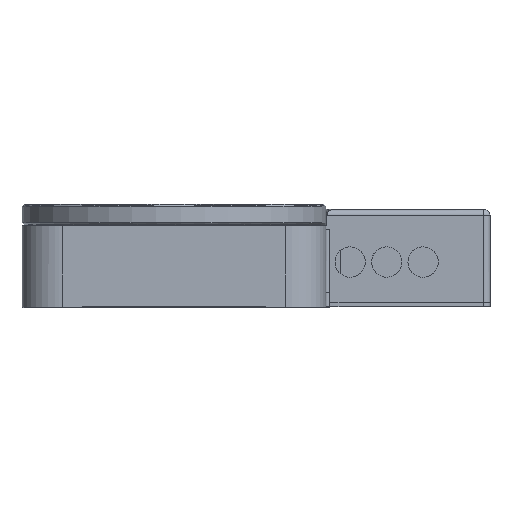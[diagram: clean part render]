
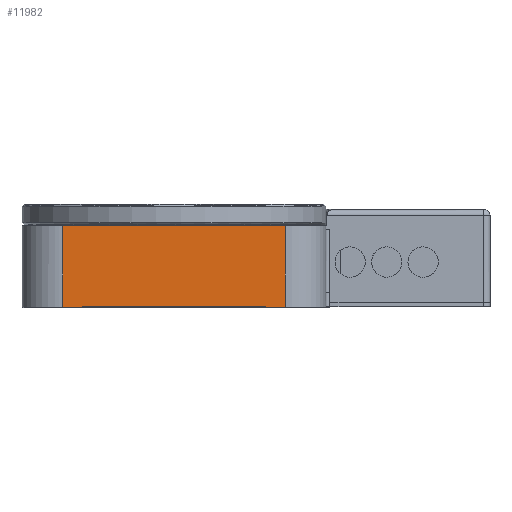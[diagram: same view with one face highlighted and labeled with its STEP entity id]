
A CAD part, front view. The second image highlights one B-rep face of the part: STEP entity #11982.
In plain terms, the highlighted planar face has unit normal (0, -1, 0).
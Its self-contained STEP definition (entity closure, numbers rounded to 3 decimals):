
#88 = B_SPLINE_CURVE_WITH_KNOTS ( 'NONE', 3,
 ( #7848, #19564, #11851, #11594 ),
 .UNSPECIFIED., .F., .F.,
 ( 4, 4 ),
 ( 0., 1. ),
 .UNSPECIFIED. ) ;
#157 = CARTESIAN_POINT ( 'NONE',  ( 27.655, -50.833, 132.95 ) ) ;
#263 = CARTESIAN_POINT ( 'NONE',  ( -82.345, -50.833, 132.95 ) ) ;
#264 = ORIENTED_EDGE ( 'NONE', *, *, #33368, .F. ) ;
#523 = ORIENTED_EDGE ( 'NONE', *, *, #28944, .F. ) ;
#598 = CARTESIAN_POINT ( 'NONE',  ( 17.855, -50.833, 132.95 ) ) ;
#918 = EDGE_CURVE ( 'NONE', #17857, #32404, #88, .T. ) ;
#1071 = FACE_OUTER_BOUND ( 'NONE', #21480, .T. ) ;
#3730 = CARTESIAN_POINT ( 'NONE',  ( -79.078, -50.833, 132.95 ) ) ;
#3781 = CARTESIAN_POINT ( 'NONE',  ( 27.655, -50.833, 132.95 ) ) ;
#4961 = CARTESIAN_POINT ( 'NONE',  ( 27.655, -50.833, 173.25 ) ) ;
#5836 = CARTESIAN_POINT ( 'NONE',  ( -82.345, -50.833, 132.95 ) ) ;
#5955 = VERTEX_POINT ( 'NONE', #27077 ) ;
#6086 = VERTEX_POINT ( 'NONE', #5836 ) ;
#6088 = ORIENTED_EDGE ( 'NONE', *, *, #40125, .F. ) ;
#7450 = CARTESIAN_POINT ( 'NONE',  ( -72.545, -50.833, 132.95 ) ) ;
#7489 = ORIENTED_EDGE ( 'NONE', *, *, #24144, .F. ) ;
#7816 = B_SPLINE_CURVE_WITH_KNOTS ( 'NONE', 3,
 ( #37572, #37846, #20904, #4961 ),
 .UNSPECIFIED., .F., .F.,
 ( 4, 4 ),
 ( 0., 1. ),
 .UNSPECIFIED. ) ;
#7848 = CARTESIAN_POINT ( 'NONE',  ( 17.855, -50.833, 132.95 ) ) ;
#8927 = AXIS2_PLACEMENT_3D ( 'NONE', #13570, #38448, #26020 ) ;
#9354 = EDGE_CURVE ( 'NONE', #5955, #22231, #9381, .T. ) ;
#9381 = B_SPLINE_CURVE_WITH_KNOTS ( 'NONE', 3,
 ( #36228, #45479, #28536, #157 ),
 .UNSPECIFIED., .F., .F.,
 ( 4, 4 ),
 ( 0., 1. ),
 .UNSPECIFIED. ) ;
#11085 = CARTESIAN_POINT ( 'NONE',  ( -72.545, -50.833, 133.15 ) ) ;
#11594 = CARTESIAN_POINT ( 'NONE',  ( 17.855, -50.833, 133.15 ) ) ;
#11851 = CARTESIAN_POINT ( 'NONE',  ( 17.855, -50.833, 133.083 ) ) ;
#11982 = ADVANCED_FACE ( 'NONE', ( #1071 ), #14097, .F. ) ;
#13570 = CARTESIAN_POINT ( 'NONE',  ( 47.655, -50.833, 173.25 ) ) ;
#14051 = CARTESIAN_POINT ( 'NONE',  ( -72.545, -50.833, 133.15 ) ) ;
#14097 = PLANE ( 'NONE',  #8927 ) ;
#17250 = CARTESIAN_POINT ( 'NONE',  ( -82.345, -50.833, 132.95 ) ) ;
#17857 = VERTEX_POINT ( 'NONE', #26485 ) ;
#18673 = EDGE_CURVE ( 'NONE', #48489, #40534, #48015, .T. ) ;
#19564 = CARTESIAN_POINT ( 'NONE',  ( 17.855, -50.833, 133.017 ) ) ;
#19744 = CARTESIAN_POINT ( 'NONE',  ( 27.655, -50.833, 132.95 ) ) ;
#19811 = B_SPLINE_CURVE_WITH_KNOTS ( 'NONE', 3,
 ( #7450, #23659, #3730, #263 ),
 .UNSPECIFIED., .F., .F.,
 ( 4, 4 ),
 ( 0., 1. ),
 .UNSPECIFIED. ) ;
#20904 = CARTESIAN_POINT ( 'NONE',  ( -9.012, -50.833, 173.25 ) ) ;
#21095 = B_SPLINE_CURVE_WITH_KNOTS ( 'NONE', 3,
 ( #17250, #45310, #45838, #33413 ),
 .UNSPECIFIED., .F., .F.,
 ( 4, 4 ),
 ( 0., 1. ),
 .UNSPECIFIED. ) ;
#21101 = CARTESIAN_POINT ( 'NONE',  ( -82.345, -50.833, 173.25 ) ) ;
#21480 = EDGE_LOOP ( 'NONE', ( #7489, #37351, #6088, #42859, #523, #46096, #264, #51502 ) ) ;
#22231 = VERTEX_POINT ( 'NONE', #3781 ) ;
#23659 = CARTESIAN_POINT ( 'NONE',  ( -75.812, -50.833, 132.95 ) ) ;
#24144 = EDGE_CURVE ( 'NONE', #22231, #17857, #25318, .T. ) ;
#25318 = B_SPLINE_CURVE_WITH_KNOTS ( 'NONE', 3,
 ( #19744, #49109, #32696, #598 ),
 .UNSPECIFIED., .F., .F.,
 ( 4, 4 ),
 ( 0., 1. ),
 .UNSPECIFIED. ) ;
#26020 = DIRECTION ( 'NONE',  ( 1., 0., 0. ) ) ;
#26228 = CARTESIAN_POINT ( 'NONE',  ( -72.545, -50.833, 133.017 ) ) ;
#26485 = CARTESIAN_POINT ( 'NONE',  ( 17.855, -50.833, 132.95 ) ) ;
#27077 = CARTESIAN_POINT ( 'NONE',  ( 27.655, -50.833, 173.25 ) ) ;
#28536 = CARTESIAN_POINT ( 'NONE',  ( 27.655, -50.833, 146.383 ) ) ;
#28944 = EDGE_CURVE ( 'NONE', #40534, #6086, #19811, .T. ) ;
#30195 = CARTESIAN_POINT ( 'NONE',  ( -72.545, -50.833, 132.95 ) ) ;
#30706 = CARTESIAN_POINT ( 'NONE',  ( 17.855, -50.833, 133.15 ) ) ;
#31483 = CARTESIAN_POINT ( 'NONE',  ( -12.278, -50.833, 133.15 ) ) ;
#31919 = CARTESIAN_POINT ( 'NONE',  ( -72.545, -50.833, 132.95 ) ) ;
#32404 = VERTEX_POINT ( 'NONE', #45233 ) ;
#32696 = CARTESIAN_POINT ( 'NONE',  ( 21.122, -50.833, 132.95 ) ) ;
#33368 = EDGE_CURVE ( 'NONE', #32404, #48489, #43490, .T. ) ;
#33413 = CARTESIAN_POINT ( 'NONE',  ( -82.345, -50.833, 173.25 ) ) ;
#36228 = CARTESIAN_POINT ( 'NONE',  ( 27.655, -50.833, 173.25 ) ) ;
#37351 = ORIENTED_EDGE ( 'NONE', *, *, #9354, .F. ) ;
#37572 = CARTESIAN_POINT ( 'NONE',  ( -82.345, -50.833, 173.25 ) ) ;
#37846 = CARTESIAN_POINT ( 'NONE',  ( -45.678, -50.833, 173.25 ) ) ;
#38200 = VERTEX_POINT ( 'NONE', #21101 ) ;
#38448 = DIRECTION ( 'NONE',  ( 0., 1., 0. ) ) ;
#39739 = EDGE_CURVE ( 'NONE', #6086, #38200, #21095, .T. ) ;
#40125 = EDGE_CURVE ( 'NONE', #38200, #5955, #7816, .T. ) ;
#40534 = VERTEX_POINT ( 'NONE', #31919 ) ;
#40880 = CARTESIAN_POINT ( 'NONE',  ( -72.545, -50.833, 133.15 ) ) ;
#42387 = CARTESIAN_POINT ( 'NONE',  ( -72.545, -50.833, 133.083 ) ) ;
#42859 = ORIENTED_EDGE ( 'NONE', *, *, #39739, .F. ) ;
#43490 = B_SPLINE_CURVE_WITH_KNOTS ( 'NONE', 3,
 ( #30706, #31483, #47626, #11085 ),
 .UNSPECIFIED., .F., .F.,
 ( 4, 4 ),
 ( 0., 1. ),
 .UNSPECIFIED. ) ;
#45233 = CARTESIAN_POINT ( 'NONE',  ( 17.855, -50.833, 133.15 ) ) ;
#45310 = CARTESIAN_POINT ( 'NONE',  ( -82.345, -50.833, 146.383 ) ) ;
#45479 = CARTESIAN_POINT ( 'NONE',  ( 27.655, -50.833, 159.817 ) ) ;
#45838 = CARTESIAN_POINT ( 'NONE',  ( -82.345, -50.833, 159.817 ) ) ;
#46096 = ORIENTED_EDGE ( 'NONE', *, *, #18673, .F. ) ;
#47626 = CARTESIAN_POINT ( 'NONE',  ( -42.412, -50.833, 133.15 ) ) ;
#48015 = B_SPLINE_CURVE_WITH_KNOTS ( 'NONE', 3,
 ( #14051, #42387, #26228, #30195 ),
 .UNSPECIFIED., .F., .F.,
 ( 4, 4 ),
 ( 0., 1. ),
 .UNSPECIFIED. ) ;
#48489 = VERTEX_POINT ( 'NONE', #40880 ) ;
#49109 = CARTESIAN_POINT ( 'NONE',  ( 24.388, -50.833, 132.95 ) ) ;
#51502 = ORIENTED_EDGE ( 'NONE', *, *, #918, .F. ) ;
